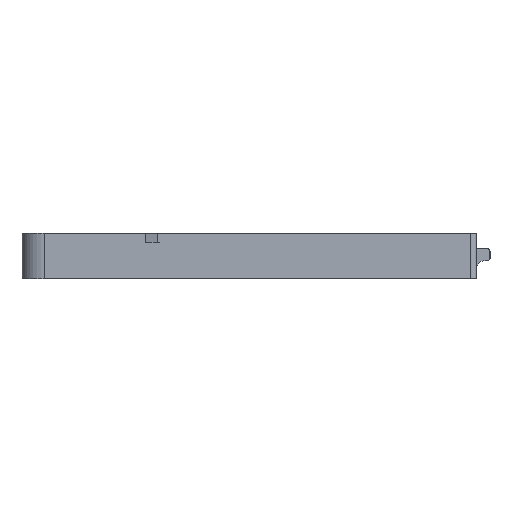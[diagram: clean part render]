
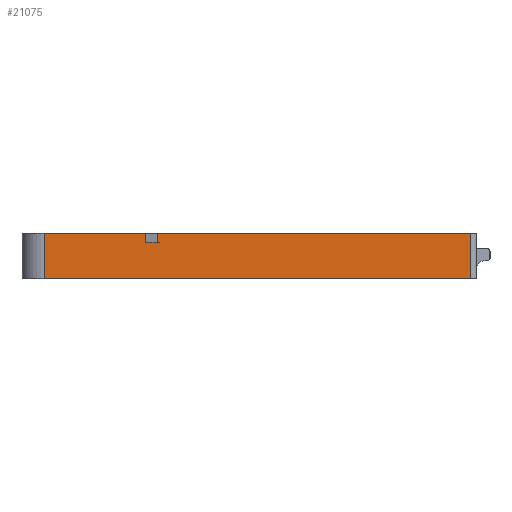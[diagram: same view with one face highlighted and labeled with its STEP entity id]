
A CAD part, left-side view. The second image highlights one B-rep face of the part: STEP entity #21075.
In plain terms, the highlighted planar face has unit normal (-1, 0, 0).
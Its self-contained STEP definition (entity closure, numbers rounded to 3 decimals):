
#2470=PLANE('',#22299);
#2875=FACE_OUTER_BOUND('',#4117,.T.);
#4117=EDGE_LOOP('',(#15457,#15458,#15459,#15460,#15461,#15462,#15463,#15464));
#5412=LINE('',#25597,#7153);
#5434=LINE('',#25903,#7175);
#5671=LINE('',#29873,#7412);
#5673=LINE('',#29879,#7414);
#5674=LINE('',#29881,#7415);
#5675=LINE('',#29882,#7416);
#5676=LINE('',#29884,#7417);
#5677=LINE('',#29885,#7418);
#7153=VECTOR('',#22907,10.);
#7175=VECTOR('',#22933,10.);
#7412=VECTOR('',#23182,10.);
#7414=VECTOR('',#23188,10.);
#7415=VECTOR('',#23189,10.);
#7416=VECTOR('',#23190,10.);
#7417=VECTOR('',#23191,10.);
#7418=VECTOR('',#23192,10.);
#8903=VERTEX_POINT('',#25594);
#8904=VERTEX_POINT('',#25596);
#8977=VERTEX_POINT('',#25900);
#8978=VERTEX_POINT('',#25902);
#9800=VERTEX_POINT('',#29872);
#9802=VERTEX_POINT('',#29878);
#9803=VERTEX_POINT('',#29880);
#9804=VERTEX_POINT('',#29883);
#11157=EDGE_CURVE('',#8903,#8904,#5412,.T.);
#11235=EDGE_CURVE('',#8977,#8978,#5434,.T.);
#12058=EDGE_CURVE('',#8978,#9800,#5671,.T.);
#12061=EDGE_CURVE('',#8977,#9802,#5673,.T.);
#12062=EDGE_CURVE('',#9802,#9803,#5674,.T.);
#12063=EDGE_CURVE('',#9803,#8904,#5675,.T.);
#12064=EDGE_CURVE('',#9804,#8903,#5676,.T.);
#12065=EDGE_CURVE('',#9804,#9800,#5677,.T.);
#15457=ORIENTED_EDGE('',*,*,#12058,.F.);
#15458=ORIENTED_EDGE('',*,*,#11235,.F.);
#15459=ORIENTED_EDGE('',*,*,#12061,.T.);
#15460=ORIENTED_EDGE('',*,*,#12062,.T.);
#15461=ORIENTED_EDGE('',*,*,#12063,.T.);
#15462=ORIENTED_EDGE('',*,*,#11157,.F.);
#15463=ORIENTED_EDGE('',*,*,#12064,.F.);
#15464=ORIENTED_EDGE('',*,*,#12065,.T.);
#21075=ADVANCED_FACE('',(#2875),#2470,.T.);
#22299=AXIS2_PLACEMENT_3D('',#29877,#23186,#23187);
#22907=DIRECTION('',(0.,-1.,0.));
#22933=DIRECTION('',(0.,-1.,0.));
#23182=DIRECTION('',(0.,0.,-1.));
#23186=DIRECTION('center_axis',(-1.,0.,0.));
#23187=DIRECTION('ref_axis',(0.,-1.,0.));
#23188=DIRECTION('',(0.,0.,-1.));
#23189=DIRECTION('',(0.,1.,0.));
#23190=DIRECTION('',(0.,0.,1.));
#23191=DIRECTION('',(0.,0.,1.));
#23192=DIRECTION('',(0.,-1.,0.));
#25594=CARTESIAN_POINT('',(-33.806,74.331,28.85));
#25596=CARTESIAN_POINT('',(-33.806,63.138,28.85));
#25597=CARTESIAN_POINT('',(-33.806,74.331,28.85));
#25900=CARTESIAN_POINT('',(-33.806,61.883,28.85));
#25902=CARTESIAN_POINT('',(-33.806,27.191,28.85));
#25903=CARTESIAN_POINT('',(-33.806,74.331,28.85));
#29872=CARTESIAN_POINT('',(-33.806,27.191,23.85));
#29873=CARTESIAN_POINT('',(-33.806,27.191,23.85));
#29877=CARTESIAN_POINT('Origin',(-33.806,74.331,23.85));
#29878=CARTESIAN_POINT('',(-33.806,61.883,27.85));
#29879=CARTESIAN_POINT('',(-33.806,61.883,26.35));
#29880=CARTESIAN_POINT('',(-33.806,63.138,27.85));
#29881=CARTESIAN_POINT('',(-33.806,62.003,27.85));
#29882=CARTESIAN_POINT('',(-33.806,63.138,26.35));
#29883=CARTESIAN_POINT('',(-33.806,74.331,23.85));
#29884=CARTESIAN_POINT('',(-33.806,74.331,23.85));
#29885=CARTESIAN_POINT('',(-33.806,74.331,23.85));
